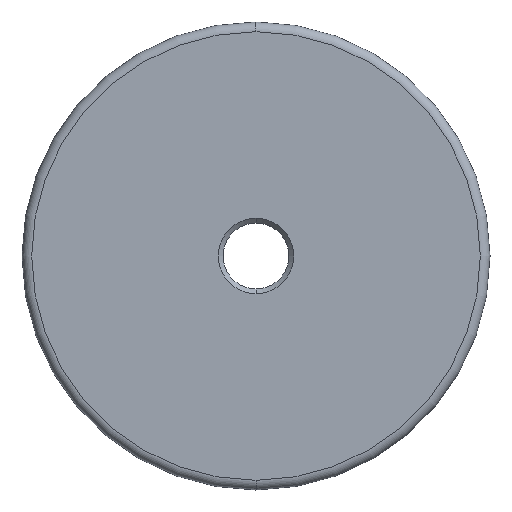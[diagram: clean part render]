
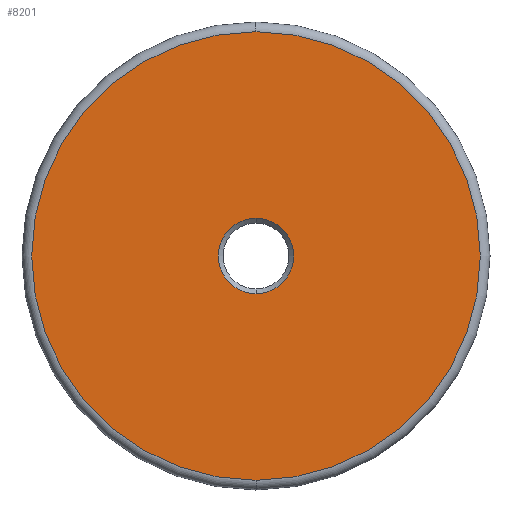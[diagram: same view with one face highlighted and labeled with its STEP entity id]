
A CAD part, left-side view. The second image highlights one B-rep face of the part: STEP entity #8201.
In plain terms, the highlighted planar face has unit normal (-1, 0, 0).
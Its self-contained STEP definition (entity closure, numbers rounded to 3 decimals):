
#634 = ORIENTED_EDGE ( 'NONE', *, *, #4175, .T. ) ;
#1126 = CARTESIAN_POINT ( 'NONE',  ( 8.684, 0., 0. ) ) ;
#1438 = VERTEX_POINT ( 'NONE', #15466 ) ;
#1495 = DIRECTION ( 'NONE',  ( 1., 0., 0. ) ) ;
#3451 = CARTESIAN_POINT ( 'NONE',  ( 8.684, 0., 0. ) ) ;
#4175 = EDGE_CURVE ( 'NONE', #24312, #10867, #9961, .T. ) ;
#5511 = CARTESIAN_POINT ( 'NONE',  ( 8.684, 0., 3.9 ) ) ;
#6619 = AXIS2_PLACEMENT_3D ( 'NONE', #20817, #6870, #14817 ) ;
#6870 = DIRECTION ( 'NONE',  ( 1., 0., 0. ) ) ;
#6939 = CIRCLE ( 'NONE', #25652, 23.15 ) ;
#7763 = AXIS2_PLACEMENT_3D ( 'NONE', #3451, #1495, #11533 ) ;
#8201 = ADVANCED_FACE ( 'NONE', ( #19464, #13361 ), #21298, .F. ) ;
#9337 = DIRECTION ( 'NONE',  ( 0., 0., -1. ) ) ;
#9961 = CIRCLE ( 'NONE', #6619, 3.9 ) ;
#10867 = VERTEX_POINT ( 'NONE', #5511 ) ;
#11031 = DIRECTION ( 'NONE',  ( -1., 0., 0. ) ) ;
#11533 = DIRECTION ( 'NONE',  ( 0., 0., -1. ) ) ;
#12320 = AXIS2_PLACEMENT_3D ( 'NONE', #17528, #23395, #13617 ) ;
#12468 = EDGE_CURVE ( 'NONE', #1438, #23953, #6939, .T. ) ;
#13134 = CIRCLE ( 'NONE', #12320, 23.15 ) ;
#13361 = FACE_OUTER_BOUND ( 'NONE', #14950, .T. ) ;
#13617 = DIRECTION ( 'NONE',  ( 0., 0., -1. ) ) ;
#13636 = EDGE_LOOP ( 'NONE', ( #23019, #634 ) ) ;
#13736 = ORIENTED_EDGE ( 'NONE', *, *, #12468, .T. ) ;
#13829 = DIRECTION ( 'NONE',  ( 0., 0., -1. ) ) ;
#14224 = ORIENTED_EDGE ( 'NONE', *, *, #19224, .T. ) ;
#14817 = DIRECTION ( 'NONE',  ( 0., 0., -1. ) ) ;
#14950 = EDGE_LOOP ( 'NONE', ( #13736, #14224 ) ) ;
#15466 = CARTESIAN_POINT ( 'NONE',  ( 8.684, 0., -23.15 ) ) ;
#16276 = AXIS2_PLACEMENT_3D ( 'NONE', #24121, #25670, #13829 ) ;
#17527 = CIRCLE ( 'NONE', #16276, 3.9 ) ;
#17528 = CARTESIAN_POINT ( 'NONE',  ( 8.684, 0., 0. ) ) ;
#19224 = EDGE_CURVE ( 'NONE', #23953, #1438, #13134, .T. ) ;
#19464 = FACE_BOUND ( 'NONE', #13636, .T. ) ;
#20817 = CARTESIAN_POINT ( 'NONE',  ( 8.684, 0., 0. ) ) ;
#21298 = PLANE ( 'NONE',  #7763 ) ;
#22654 = CARTESIAN_POINT ( 'NONE',  ( 8.684, 0., -3.9 ) ) ;
#22829 = EDGE_CURVE ( 'NONE', #10867, #24312, #17527, .T. ) ;
#23019 = ORIENTED_EDGE ( 'NONE', *, *, #22829, .T. ) ;
#23395 = DIRECTION ( 'NONE',  ( -1., 0., 0. ) ) ;
#23953 = VERTEX_POINT ( 'NONE', #25439 ) ;
#24121 = CARTESIAN_POINT ( 'NONE',  ( 8.684, 0., 0. ) ) ;
#24312 = VERTEX_POINT ( 'NONE', #22654 ) ;
#25439 = CARTESIAN_POINT ( 'NONE',  ( 8.684, 0., 23.15 ) ) ;
#25652 = AXIS2_PLACEMENT_3D ( 'NONE', #1126, #11031, #9337 ) ;
#25670 = DIRECTION ( 'NONE',  ( 1., 0., 0. ) ) ;
